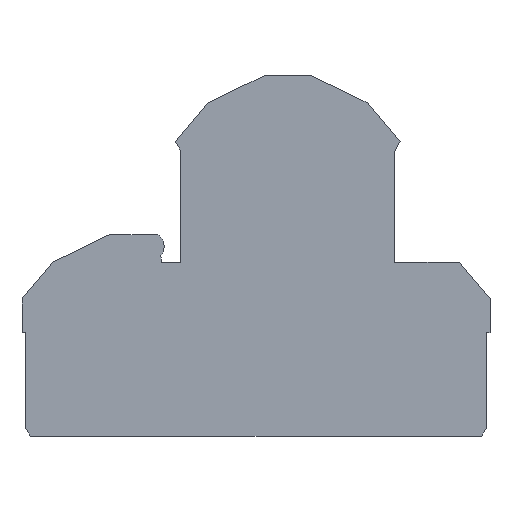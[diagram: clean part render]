
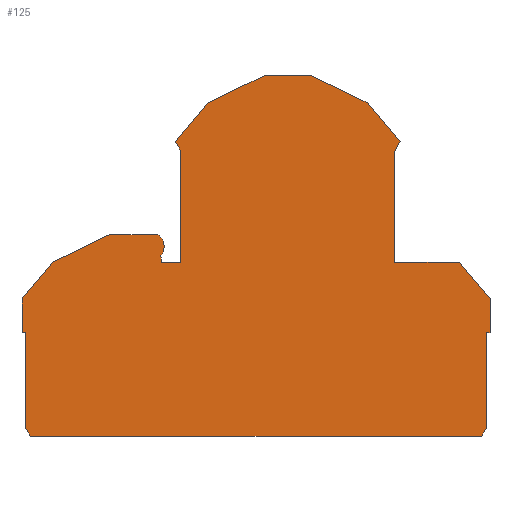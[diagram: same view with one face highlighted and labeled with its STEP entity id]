
A CAD part, top view. The second image highlights one B-rep face of the part: STEP entity #125.
In plain terms, the highlighted planar face has unit normal (0, 0, 1).
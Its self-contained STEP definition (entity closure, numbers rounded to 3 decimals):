
#125=ADVANCED_FACE('',(#180),#152,.T.);
#152=PLANE('',#763);
#180=FACE_OUTER_BOUND('',#208,.T.);
#208=EDGE_LOOP('',(#314,#315,#316,#317,#318,#319,#320,#321,#322,#323,#324,
#325,#326,#327,#328,#329,#330,#331,#332,#333,#334,#335,#336,#337,#338,#339));
#314=ORIENTED_EDGE('',*,*,#420,.T.);
#315=ORIENTED_EDGE('',*,*,#424,.T.);
#316=ORIENTED_EDGE('',*,*,#427,.T.);
#317=ORIENTED_EDGE('',*,*,#430,.T.);
#318=ORIENTED_EDGE('',*,*,#433,.T.);
#319=ORIENTED_EDGE('',*,*,#436,.T.);
#320=ORIENTED_EDGE('',*,*,#439,.T.);
#321=ORIENTED_EDGE('',*,*,#442,.T.);
#322=ORIENTED_EDGE('',*,*,#445,.T.);
#323=ORIENTED_EDGE('',*,*,#448,.T.);
#324=ORIENTED_EDGE('',*,*,#451,.T.);
#325=ORIENTED_EDGE('',*,*,#454,.T.);
#326=ORIENTED_EDGE('',*,*,#457,.T.);
#327=ORIENTED_EDGE('',*,*,#460,.T.);
#328=ORIENTED_EDGE('',*,*,#463,.T.);
#329=ORIENTED_EDGE('',*,*,#466,.T.);
#330=ORIENTED_EDGE('',*,*,#469,.T.);
#331=ORIENTED_EDGE('',*,*,#472,.T.);
#332=ORIENTED_EDGE('',*,*,#475,.T.);
#333=ORIENTED_EDGE('',*,*,#478,.T.);
#334=ORIENTED_EDGE('',*,*,#481,.T.);
#335=ORIENTED_EDGE('',*,*,#484,.T.);
#336=ORIENTED_EDGE('',*,*,#487,.T.);
#337=ORIENTED_EDGE('',*,*,#490,.T.);
#338=ORIENTED_EDGE('',*,*,#493,.T.);
#339=ORIENTED_EDGE('',*,*,#495,.T.);
#368=VERTEX_POINT('',#965);
#369=VERTEX_POINT('',#967);
#371=VERTEX_POINT('',#973);
#373=VERTEX_POINT('',#979);
#375=VERTEX_POINT('',#985);
#377=VERTEX_POINT('',#991);
#379=VERTEX_POINT('',#997);
#381=VERTEX_POINT('',#1003);
#383=VERTEX_POINT('',#1009);
#385=VERTEX_POINT('',#1015);
#387=VERTEX_POINT('',#1021);
#389=VERTEX_POINT('',#1027);
#391=VERTEX_POINT('',#1033);
#393=VERTEX_POINT('',#1039);
#395=VERTEX_POINT('',#1045);
#397=VERTEX_POINT('',#1051);
#399=VERTEX_POINT('',#1057);
#401=VERTEX_POINT('',#1063);
#403=VERTEX_POINT('',#1069);
#405=VERTEX_POINT('',#1075);
#407=VERTEX_POINT('',#1081);
#409=VERTEX_POINT('',#1087);
#411=VERTEX_POINT('',#1093);
#413=VERTEX_POINT('',#1099);
#415=VERTEX_POINT('',#1105);
#417=VERTEX_POINT('',#1111);
#420=EDGE_CURVE('',#369,#368,#556,.T.);
#424=EDGE_CURVE('',#368,#371,#560,.T.);
#427=EDGE_CURVE('',#371,#373,#563,.T.);
#430=EDGE_CURVE('',#373,#375,#566,.T.);
#433=EDGE_CURVE('',#375,#377,#569,.T.);
#436=EDGE_CURVE('',#377,#379,#572,.T.);
#439=EDGE_CURVE('',#379,#381,#575,.T.);
#442=EDGE_CURVE('',#381,#383,#578,.T.);
#445=EDGE_CURVE('',#383,#385,#581,.T.);
#448=EDGE_CURVE('',#385,#387,#584,.T.);
#451=EDGE_CURVE('',#387,#389,#587,.T.);
#454=EDGE_CURVE('',#389,#391,#590,.T.);
#457=EDGE_CURVE('',#391,#393,#593,.T.);
#460=EDGE_CURVE('',#393,#395,#596,.T.);
#463=EDGE_CURVE('',#395,#397,#599,.T.);
#466=EDGE_CURVE('',#397,#399,#602,.T.);
#469=EDGE_CURVE('',#399,#401,#605,.T.);
#472=EDGE_CURVE('',#401,#403,#608,.T.);
#475=EDGE_CURVE('',#403,#405,#611,.T.);
#478=EDGE_CURVE('',#405,#407,#614,.T.);
#481=EDGE_CURVE('',#407,#409,#617,.T.);
#484=EDGE_CURVE('',#409,#411,#620,.T.);
#487=EDGE_CURVE('',#411,#413,#498,.T.);
#490=EDGE_CURVE('',#413,#415,#624,.T.);
#493=EDGE_CURVE('',#415,#417,#627,.T.);
#495=EDGE_CURVE('',#417,#369,#629,.T.);
#498=CIRCLE('',#758,1.742);
#556=LINE('',#966,#659);
#560=LINE('',#974,#663);
#563=LINE('',#980,#666);
#566=LINE('',#986,#669);
#569=LINE('',#992,#672);
#572=LINE('',#998,#675);
#575=LINE('',#1004,#678);
#578=LINE('',#1010,#681);
#581=LINE('',#1016,#684);
#584=LINE('',#1022,#687);
#587=LINE('',#1028,#690);
#590=LINE('',#1034,#693);
#593=LINE('',#1040,#696);
#596=LINE('',#1046,#699);
#599=LINE('',#1052,#702);
#602=LINE('',#1058,#705);
#605=LINE('',#1064,#708);
#608=LINE('',#1070,#711);
#611=LINE('',#1076,#714);
#614=LINE('',#1082,#717);
#617=LINE('',#1088,#720);
#620=LINE('',#1094,#723);
#624=LINE('',#1106,#727);
#627=LINE('',#1112,#730);
#629=LINE('',#1115,#732);
#659=VECTOR('',#798,1.);
#663=VECTOR('',#804,1.);
#666=VECTOR('',#809,1.);
#669=VECTOR('',#814,1.);
#672=VECTOR('',#819,1.);
#675=VECTOR('',#824,1.);
#678=VECTOR('',#829,1.);
#681=VECTOR('',#834,1.);
#684=VECTOR('',#839,1.);
#687=VECTOR('',#844,1.);
#690=VECTOR('',#849,1.);
#693=VECTOR('',#854,1.);
#696=VECTOR('',#859,1.);
#699=VECTOR('',#864,1.);
#702=VECTOR('',#869,1.);
#705=VECTOR('',#874,1.);
#708=VECTOR('',#879,1.);
#711=VECTOR('',#884,1.);
#714=VECTOR('',#889,1.);
#717=VECTOR('',#894,1.);
#720=VECTOR('',#899,1.);
#723=VECTOR('',#904,1.);
#727=VECTOR('',#916,1.);
#730=VECTOR('',#921,1.);
#732=VECTOR('',#925,1.);
#758=AXIS2_PLACEMENT_3D('',#1100,#910,#911);
#763=AXIS2_PLACEMENT_3D('',#1117,#928,#929);
#798=DIRECTION('',(0.,-1.,0.));
#804=DIRECTION('',(1.,0.,0.));
#809=DIRECTION('',(0.,-1.,0.));
#814=DIRECTION('',(0.5,-0.866,0.));
#819=DIRECTION('',(1.,0.,0.));
#824=DIRECTION('',(0.5,0.866,0.));
#829=DIRECTION('',(0.,1.,0.));
#834=DIRECTION('',(1.,0.,0.));
#839=DIRECTION('',(0.,1.,0.));
#844=DIRECTION('',(-0.643,0.766,0.));
#849=DIRECTION('',(-1.,0.,0.));
#854=DIRECTION('',(0.,1.,0.));
#859=DIRECTION('',(0.5,0.866,0.));
#864=DIRECTION('',(-0.643,0.766,0.));
#869=DIRECTION('',(-0.899,0.438,0.));
#874=DIRECTION('',(-1.,0.,0.));
#879=DIRECTION('',(-0.899,-0.438,0.));
#884=DIRECTION('',(-0.643,-0.766,0.));
#889=DIRECTION('',(0.5,-0.866,0.));
#894=DIRECTION('',(0.,-1.,0.));
#899=DIRECTION('',(-1.,0.,0.));
#904=DIRECTION('',(-0.174,0.985,0.));
#910=DIRECTION('',(0.,0.,1.));
#911=DIRECTION('',(1.,0.,0.));
#916=DIRECTION('',(-1.,0.,0.));
#921=DIRECTION('',(-0.899,-0.438,0.));
#925=DIRECTION('',(-0.643,-0.766,0.));
#928=DIRECTION('',(0.,0.,1.));
#929=DIRECTION('',(1.,0.,0.));
#965=CARTESIAN_POINT('',(-29.45,13.05,1.5));
#966=CARTESIAN_POINT('',(-29.45,17.3,1.5));
#967=CARTESIAN_POINT('',(-29.45,17.3,1.5));
#973=CARTESIAN_POINT('',(-28.95,13.05,1.5));
#974=CARTESIAN_POINT('',(-29.45,13.05,1.5));
#979=CARTESIAN_POINT('',(-28.95,1.,1.5));
#980=CARTESIAN_POINT('',(-28.95,13.05,1.5));
#985=CARTESIAN_POINT('',(-28.373,0.,1.5));
#986=CARTESIAN_POINT('',(-28.95,1.,1.5));
#991=CARTESIAN_POINT('',(28.373,0.,1.5));
#992=CARTESIAN_POINT('',(-28.373,0.,1.5));
#997=CARTESIAN_POINT('',(28.95,1.,1.5));
#998=CARTESIAN_POINT('',(28.373,0.,1.5));
#1003=CARTESIAN_POINT('',(28.95,13.05,1.5));
#1004=CARTESIAN_POINT('',(28.95,1.,1.5));
#1009=CARTESIAN_POINT('',(29.45,13.05,1.5));
#1010=CARTESIAN_POINT('',(28.95,13.05,1.5));
#1015=CARTESIAN_POINT('',(29.45,17.3,1.5));
#1016=CARTESIAN_POINT('',(29.45,13.05,1.5));
#1021=CARTESIAN_POINT('',(25.59,21.9,1.5));
#1022=CARTESIAN_POINT('',(29.45,17.3,1.5));
#1027=CARTESIAN_POINT('',(17.45,21.9,1.5));
#1028=CARTESIAN_POINT('',(25.59,21.9,1.5));
#1033=CARTESIAN_POINT('',(17.45,35.888,1.5));
#1034=CARTESIAN_POINT('',(17.45,21.9,1.5));
#1039=CARTESIAN_POINT('',(18.15,37.1,1.5));
#1040=CARTESIAN_POINT('',(17.45,35.888,1.5));
#1045=CARTESIAN_POINT('',(14.1,41.927,1.5));
#1046=CARTESIAN_POINT('',(18.15,37.1,1.5));
#1051=CARTESIAN_POINT('',(6.978,45.4,1.5));
#1052=CARTESIAN_POINT('',(14.1,41.927,1.5));
#1057=CARTESIAN_POINT('',(1.022,45.4,1.5));
#1058=CARTESIAN_POINT('',(6.978,45.4,1.5));
#1063=CARTESIAN_POINT('',(-6.1,41.927,1.5));
#1064=CARTESIAN_POINT('',(1.022,45.4,1.5));
#1069=CARTESIAN_POINT('',(-10.15,37.1,1.5));
#1070=CARTESIAN_POINT('',(-6.1,41.927,1.5));
#1075=CARTESIAN_POINT('',(-9.45,35.888,1.5));
#1076=CARTESIAN_POINT('',(-10.15,37.1,1.5));
#1081=CARTESIAN_POINT('',(-9.45,21.9,1.5));
#1082=CARTESIAN_POINT('',(-9.45,35.888,1.5));
#1087=CARTESIAN_POINT('',(-11.85,21.9,1.5));
#1088=CARTESIAN_POINT('',(-9.45,21.9,1.5));
#1093=CARTESIAN_POINT('',(-11.998,22.742,1.5));
#1094=CARTESIAN_POINT('',(-11.85,21.9,1.5));
#1099=CARTESIAN_POINT('',(-12.414,25.4,1.5));
#1100=CARTESIAN_POINT('',(-13.3,23.9,1.5));
#1105=CARTESIAN_POINT('',(-18.414,25.4,1.5));
#1106=CARTESIAN_POINT('',(-12.414,25.4,1.5));
#1111=CARTESIAN_POINT('',(-25.59,21.9,1.5));
#1112=CARTESIAN_POINT('',(-18.414,25.4,1.5));
#1115=CARTESIAN_POINT('',(-25.59,21.9,1.5));
#1117=CARTESIAN_POINT('',(-13.3,23.9,1.5));
